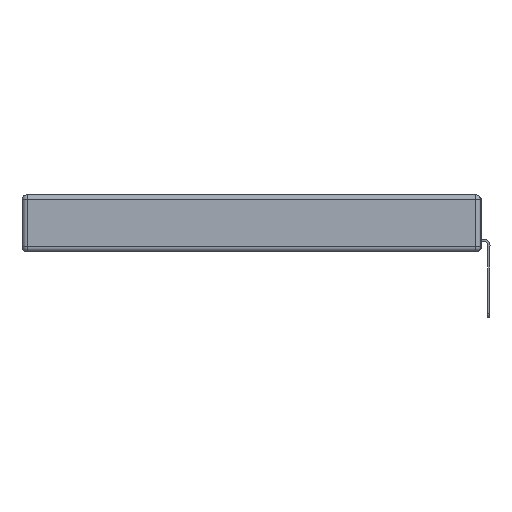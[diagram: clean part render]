
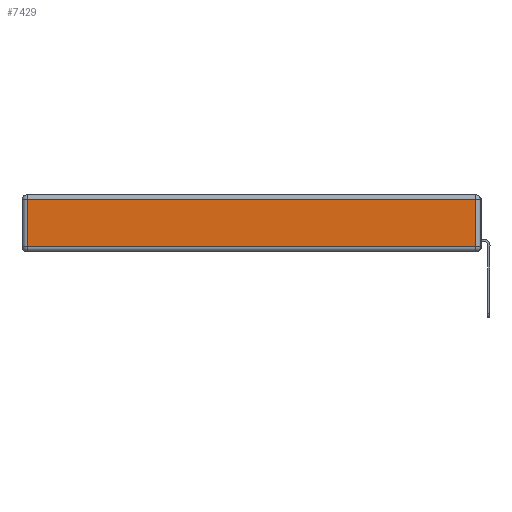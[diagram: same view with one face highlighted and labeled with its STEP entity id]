
A CAD part, left-side view. The second image highlights one B-rep face of the part: STEP entity #7429.
In plain terms, the highlighted planar face has unit normal (-1, 0, 0).
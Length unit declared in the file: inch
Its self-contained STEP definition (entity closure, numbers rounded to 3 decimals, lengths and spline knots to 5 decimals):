
#48 = CARTESIAN_POINT ( 'NONE',  ( 0., 0.03, -0.343 ) ) ;
#176 = DIRECTION ( 'NONE',  ( 0., 0., 1. ) ) ;
#314 = VECTOR ( 'NONE', #8093, 39.37008 ) ;
#663 = DIRECTION ( 'NONE',  ( 0., 0., 1. ) ) ;
#1213 = EDGE_LOOP ( 'NONE', ( #16357, #11734, #8957, #17754 ) ) ;
#1680 = LINE ( 'NONE', #48, #18697 ) ;
#3196 = CARTESIAN_POINT ( 'NONE',  ( 0., 2.72, -0.03 ) ) ;
#3266 = FACE_OUTER_BOUND ( 'NONE', #1213, .T. ) ;
#3507 = PLANE ( 'NONE',  #21382 ) ;
#3988 = DIRECTION ( 'NONE',  ( 0., -1., 0. ) ) ;
#4090 = EDGE_CURVE ( 'NONE', #17663, #8369, #10514, .T. ) ;
#4865 = VERTEX_POINT ( 'NONE', #14528 ) ;
#5605 = VERTEX_POINT ( 'NONE', #22652 ) ;
#7429 = ADVANCED_FACE ( 'NONE', ( #3266 ), #3507, .T. ) ;
#8093 = DIRECTION ( 'NONE',  ( 0., 0., -1. ) ) ;
#8369 = VERTEX_POINT ( 'NONE', #14810 ) ;
#8957 = ORIENTED_EDGE ( 'NONE', *, *, #12637, .T. ) ;
#9033 = DIRECTION ( 'NONE',  ( -1., 0., 0. ) ) ;
#9692 = CARTESIAN_POINT ( 'NONE',  ( 0., 2.72, -0.343 ) ) ;
#10514 = LINE ( 'NONE', #9692, #314 ) ;
#10738 = CARTESIAN_POINT ( 'NONE',  ( 0., 0., -0.343 ) ) ;
#11734 = ORIENTED_EDGE ( 'NONE', *, *, #12286, .T. ) ;
#11920 = VECTOR ( 'NONE', #19657, 39.37008 ) ;
#12286 = EDGE_CURVE ( 'NONE', #4865, #5605, #1680, .T. ) ;
#12637 = EDGE_CURVE ( 'NONE', #5605, #17663, #19068, .T. ) ;
#14528 = CARTESIAN_POINT ( 'NONE',  ( 0., 0.03, -0.313 ) ) ;
#14737 = CARTESIAN_POINT ( 'NONE',  ( 0., 0., -0.313 ) ) ;
#14810 = CARTESIAN_POINT ( 'NONE',  ( 0., 2.72, -0.313 ) ) ;
#16357 = ORIENTED_EDGE ( 'NONE', *, *, #19895, .T. ) ;
#17663 = VERTEX_POINT ( 'NONE', #3196 ) ;
#17754 = ORIENTED_EDGE ( 'NONE', *, *, #4090, .T. ) ;
#18697 = VECTOR ( 'NONE', #663, 39.37008 ) ;
#19068 = LINE ( 'NONE', #19503, #11920 ) ;
#19503 = CARTESIAN_POINT ( 'NONE',  ( 0., 2.75, -0.03 ) ) ;
#19657 = DIRECTION ( 'NONE',  ( 0., 1., 0. ) ) ;
#19895 = EDGE_CURVE ( 'NONE', #8369, #4865, #22511, .T. ) ;
#21382 = AXIS2_PLACEMENT_3D ( 'NONE', #10738, #9033, #176 ) ;
#22245 = VECTOR ( 'NONE', #3988, 39.37008 ) ;
#22511 = LINE ( 'NONE', #14737, #22245 ) ;
#22652 = CARTESIAN_POINT ( 'NONE',  ( 0., 0.03, -0.03 ) ) ;
